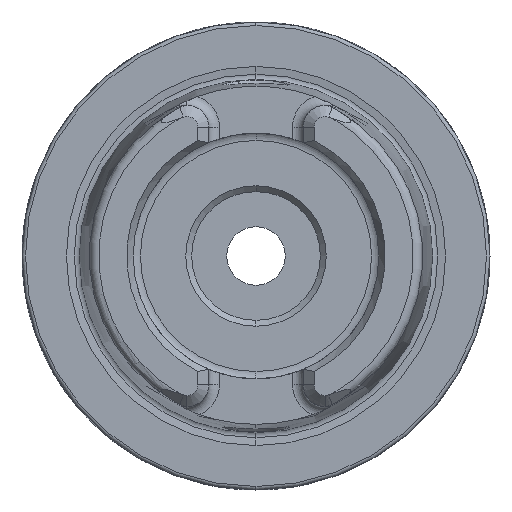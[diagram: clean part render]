
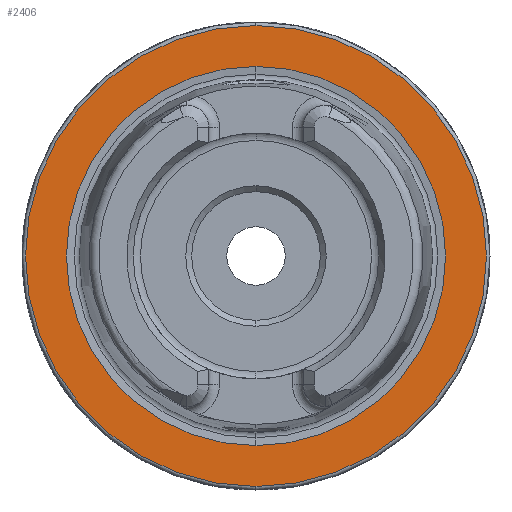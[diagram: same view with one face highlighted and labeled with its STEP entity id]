
A CAD part, left-side view. The second image highlights one B-rep face of the part: STEP entity #2406.
In plain terms, the highlighted planar face has unit normal (-1, 0, 0).
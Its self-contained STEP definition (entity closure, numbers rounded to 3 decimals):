
#164 = CARTESIAN_POINT ( 'NONE',  ( 0., 19.7, 0. ) ) ;
#176 = VERTEX_POINT ( 'NONE', #2703 ) ;
#202 = DIRECTION ( 'NONE',  ( -1., 0., 0. ) ) ;
#220 = ORIENTED_EDGE ( 'NONE', *, *, #665, .T. ) ;
#665 = EDGE_CURVE ( 'NONE', #3010, #176, #1571, .T. ) ;
#805 = FACE_OUTER_BOUND ( 'NONE', #6999, .T. ) ;
#873 = VERTEX_POINT ( 'NONE', #1055 ) ;
#916 = DIRECTION ( 'NONE',  ( -1., 0., 0. ) ) ;
#1055 = CARTESIAN_POINT ( 'NONE',  ( 0., 0., -16.207 ) ) ;
#1343 = AXIS2_PLACEMENT_3D ( 'NONE', #4906, #4980, #3389 ) ;
#1571 = CIRCLE ( 'NONE', #1343, 19.7 ) ;
#1573 = AXIS2_PLACEMENT_3D ( 'NONE', #164, #1963, #6189 ) ;
#1963 = DIRECTION ( 'NONE',  ( 1., 0., 0. ) ) ;
#2054 = CARTESIAN_POINT ( 'NONE',  ( 0., 0., 19.7 ) ) ;
#2342 = CARTESIAN_POINT ( 'NONE',  ( 0., 0., 0. ) ) ;
#2392 = AXIS2_PLACEMENT_3D ( 'NONE', #4502, #916, #5110 ) ;
#2394 = AXIS2_PLACEMENT_3D ( 'NONE', #3779, #202, #4382 ) ;
#2406 = ADVANCED_FACE ( 'NONE', ( #3981, #805 ), #7346, .F. ) ;
#2595 = EDGE_CURVE ( 'NONE', #873, #5908, #6450, .T. ) ;
#2703 = CARTESIAN_POINT ( 'NONE',  ( 0., 0., -19.7 ) ) ;
#2945 = DIRECTION ( 'NONE',  ( 0., 0., 1. ) ) ;
#3010 = VERTEX_POINT ( 'NONE', #2054 ) ;
#3389 = DIRECTION ( 'NONE',  ( 0., 0., 1. ) ) ;
#3779 = CARTESIAN_POINT ( 'NONE',  ( 0., 0., 0. ) ) ;
#3936 = EDGE_LOOP ( 'NONE', ( #6317, #6400 ) ) ;
#3981 = FACE_BOUND ( 'NONE', #3936, .T. ) ;
#4008 = EDGE_CURVE ( 'NONE', #5908, #873, #7072, .T. ) ;
#4382 = DIRECTION ( 'NONE',  ( 0., 0., 1. ) ) ;
#4502 = CARTESIAN_POINT ( 'NONE',  ( 0., 0., 0. ) ) ;
#4712 = CARTESIAN_POINT ( 'NONE',  ( 0., 0., 16.207 ) ) ;
#4906 = CARTESIAN_POINT ( 'NONE',  ( 0., 0., 0. ) ) ;
#4910 = ORIENTED_EDGE ( 'NONE', *, *, #6727, .T. ) ;
#4980 = DIRECTION ( 'NONE',  ( -1., 0., 0. ) ) ;
#5110 = DIRECTION ( 'NONE',  ( 0., 0., 1. ) ) ;
#5908 = VERTEX_POINT ( 'NONE', #4712 ) ;
#6189 = DIRECTION ( 'NONE',  ( 0., 0., -1. ) ) ;
#6317 = ORIENTED_EDGE ( 'NONE', *, *, #4008, .F. ) ;
#6400 = ORIENTED_EDGE ( 'NONE', *, *, #2595, .F. ) ;
#6428 = AXIS2_PLACEMENT_3D ( 'NONE', #2342, #6577, #2945 ) ;
#6450 = CIRCLE ( 'NONE', #6428, 16.207 ) ;
#6577 = DIRECTION ( 'NONE',  ( -1., 0., 0. ) ) ;
#6727 = EDGE_CURVE ( 'NONE', #176, #3010, #6929, .T. ) ;
#6929 = CIRCLE ( 'NONE', #2392, 19.7 ) ;
#6999 = EDGE_LOOP ( 'NONE', ( #220, #4910 ) ) ;
#7072 = CIRCLE ( 'NONE', #2394, 16.207 ) ;
#7346 = PLANE ( 'NONE',  #1573 ) ;
